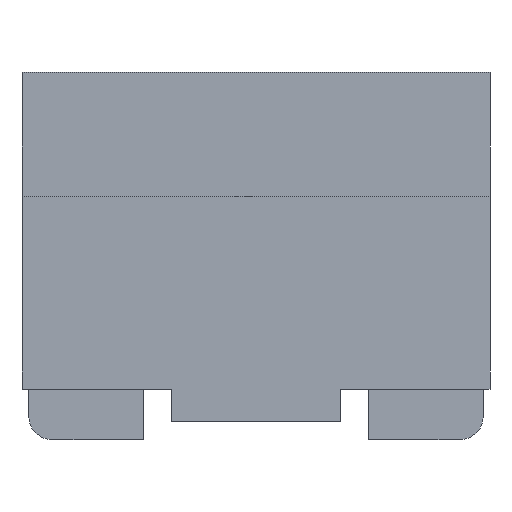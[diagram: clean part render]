
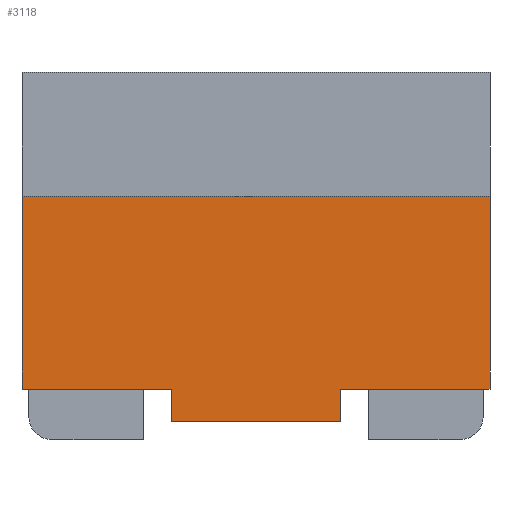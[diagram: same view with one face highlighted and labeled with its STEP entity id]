
A CAD part, front view. The second image highlights one B-rep face of the part: STEP entity #3118.
In plain terms, the highlighted planar face has unit normal (0, -1, 0).
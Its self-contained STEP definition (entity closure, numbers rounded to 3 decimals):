
#514=ORIENTED_EDGE('',*,*,#941,.F.);
#515=ORIENTED_EDGE('',*,*,#957,.F.);
#516=ORIENTED_EDGE('',*,*,#960,.F.);
#517=ORIENTED_EDGE('',*,*,#961,.F.);
#518=ORIENTED_EDGE('',*,*,#962,.F.);
#519=ORIENTED_EDGE('',*,*,#963,.F.);
#520=ORIENTED_EDGE('',*,*,#964,.F.);
#521=ORIENTED_EDGE('',*,*,#955,.F.);
#941=EDGE_CURVE('',#1199,#1200,#1448,.T.);
#955=EDGE_CURVE('',#1200,#1212,#1462,.T.);
#957=EDGE_CURVE('',#1213,#1199,#1464,.T.);
#960=EDGE_CURVE('',#1215,#1213,#1467,.T.);
#961=EDGE_CURVE('',#1216,#1215,#1468,.T.);
#962=EDGE_CURVE('',#1217,#1216,#1469,.T.);
#963=EDGE_CURVE('',#1218,#1217,#1470,.T.);
#964=EDGE_CURVE('',#1212,#1218,#1471,.T.);
#1199=VERTEX_POINT('',#4962);
#1200=VERTEX_POINT('',#4964);
#1212=VERTEX_POINT('',#4992);
#1213=VERTEX_POINT('',#4996);
#1215=VERTEX_POINT('',#5002);
#1216=VERTEX_POINT('',#5004);
#1217=VERTEX_POINT('',#5006);
#1218=VERTEX_POINT('',#5008);
#1448=LINE('',#4963,#1723);
#1462=LINE('',#4991,#1737);
#1464=LINE('',#4995,#1739);
#1467=LINE('',#5001,#1742);
#1468=LINE('',#5003,#1743);
#1469=LINE('',#5005,#1744);
#1470=LINE('',#5007,#1745);
#1471=LINE('',#5009,#1746);
#1723=VECTOR('',#3581,1000.);
#1737=VECTOR('',#3599,1000.);
#1739=VECTOR('',#3603,1000.);
#1742=VECTOR('',#3608,1000.);
#1743=VECTOR('',#3609,1000.);
#1744=VECTOR('',#3610,1000.);
#1745=VECTOR('',#3611,1000.);
#1746=VECTOR('',#3612,1000.);
#1924=EDGE_LOOP('',(#514,#515,#516,#517,#518,#519,#520,#521));
#2057=FACE_BOUND('',#1924,.T.);
#2163=PLANE('',#3231);
#3118=ADVANCED_FACE('',(#2057),#2163,.F.);
#3231=AXIS2_PLACEMENT_3D('',#5000,#3606,#3607);
#3581=DIRECTION('',(1.,0.,0.));
#3599=DIRECTION('',(0.,0.,-1.));
#3603=DIRECTION('',(0.,0.,1.));
#3606=DIRECTION('',(0.,1.,0.));
#3607=DIRECTION('',(0.,0.,1.));
#3608=DIRECTION('',(-1.,0.,0.));
#3609=DIRECTION('',(0.,0.,1.));
#3610=DIRECTION('',(-1.,0.,0.));
#3611=DIRECTION('',(0.,0.,-1.));
#3612=DIRECTION('',(-1.,0.,0.));
#4962=CARTESIAN_POINT('',(-5.1,-4.05,4.899));
#4963=CARTESIAN_POINT('',(-5.1,-4.05,4.899));
#4964=CARTESIAN_POINT('',(5.1,-4.05,4.899));
#4991=CARTESIAN_POINT('',(5.1,-4.05,7.6));
#4992=CARTESIAN_POINT('',(5.1,-4.05,0.7));
#4995=CARTESIAN_POINT('',(-5.1,-4.05,0.7));
#4996=CARTESIAN_POINT('',(-5.1,-4.05,0.7));
#5000=CARTESIAN_POINT('',(0.,-4.05,0.));
#5001=CARTESIAN_POINT('',(-1.85,-4.05,0.7));
#5002=CARTESIAN_POINT('',(-1.85,-4.05,0.7));
#5003=CARTESIAN_POINT('',(-1.85,-4.05,0.));
#5004=CARTESIAN_POINT('',(-1.85,-4.05,0.));
#5005=CARTESIAN_POINT('',(1.85,-4.05,0.));
#5006=CARTESIAN_POINT('',(1.85,-4.05,0.));
#5007=CARTESIAN_POINT('',(1.85,-4.05,0.));
#5008=CARTESIAN_POINT('',(1.85,-4.05,0.7));
#5009=CARTESIAN_POINT('',(1.85,-4.05,0.7));
